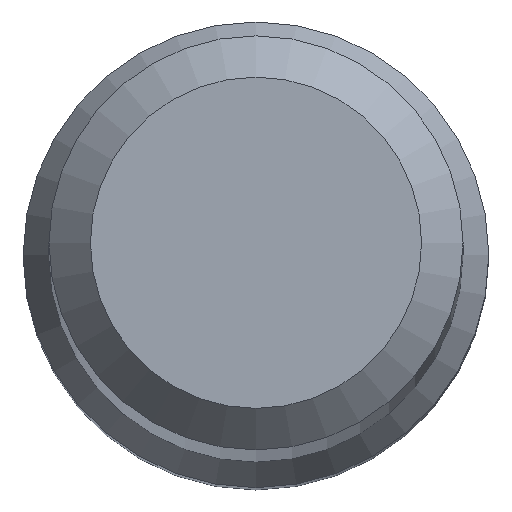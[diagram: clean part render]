
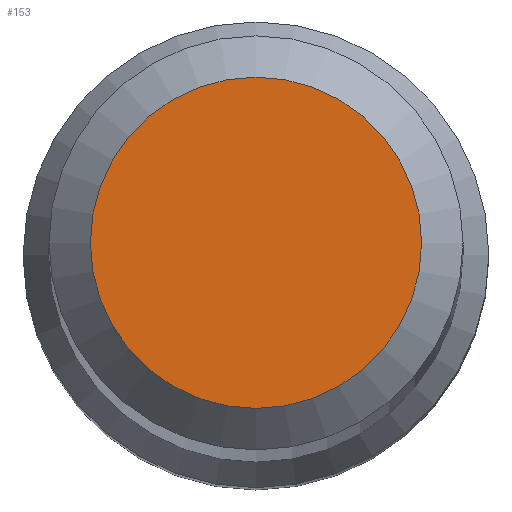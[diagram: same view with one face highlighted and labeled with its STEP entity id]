
A CAD part, top view. The second image highlights one B-rep face of the part: STEP entity #153.
In plain terms, the highlighted planar face has unit normal (0, 0, 1).
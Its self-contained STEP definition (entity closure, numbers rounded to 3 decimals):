
#5 = VERTEX_POINT ( 'NONE', #76 ) ;
#36 = AXIS2_PLACEMENT_3D ( 'NONE', #220, #148, #90 ) ;
#73 = FACE_OUTER_BOUND ( 'NONE', #173, .T. ) ;
#76 = CARTESIAN_POINT ( 'NONE',  ( 0., 1.6, 80. ) ) ;
#90 = DIRECTION ( 'NONE',  ( 0., -1., 0. ) ) ;
#92 = DIRECTION ( 'NONE',  ( 0., 0., -1. ) ) ;
#105 = EDGE_CURVE ( 'NONE', #5, #5, #222, .T. ) ;
#106 = ORIENTED_EDGE ( 'NONE', *, *, #105, .F. ) ;
#134 = DIRECTION ( 'NONE',  ( 0., 1., 0. ) ) ;
#148 = DIRECTION ( 'NONE',  ( 0., 0., 1. ) ) ;
#153 = ADVANCED_FACE ( 'NONE', ( #73 ), #184, .T. ) ;
#163 = CARTESIAN_POINT ( 'NONE',  ( 0., 0., 80. ) ) ;
#173 = EDGE_LOOP ( 'NONE', ( #106 ) ) ;
#184 = PLANE ( 'NONE',  #36 ) ;
#209 = AXIS2_PLACEMENT_3D ( 'NONE', #163, #92, #134 ) ;
#220 = CARTESIAN_POINT ( 'NONE',  ( 0., 0., 80. ) ) ;
#222 = CIRCLE ( 'NONE', #209, 1.6 ) ;
